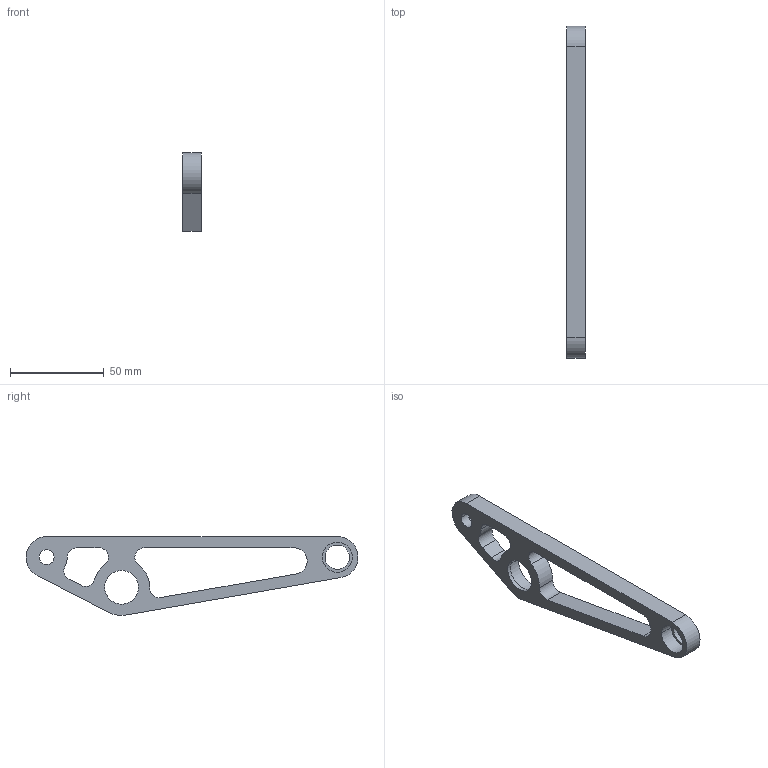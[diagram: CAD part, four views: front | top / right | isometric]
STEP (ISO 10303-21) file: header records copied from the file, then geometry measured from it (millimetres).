
FILE_DESCRIPTION(('CATIA V5 STEP Exchange'),'2;1');
FILE_NAME('lapin biellette droite_01.stp','2016-06-06T18:38:30+00:00',('none'),('none'),'CATIA Version 5 Release 19 SP 6 (IN-10)','CATIA V5 STEP AP203','none');
FILE_SCHEMA(('CONFIG_CONTROL_DESIGN'));
Length unit declared in the file: millimetre
Products named in the file (1): Biellette droite
Bounding box: 10 x 176.97 x 42 mm (x, y, z)
Volume: 27004.3 mm3; surface area: 13860.1 mm2
Topology: 1 solids, 1 shells, 37 faces, 96 edges, 64 vertices
Faces by surface type: cylinder 25, plane 12
Entity records: 1132 total; most frequent: ORIENTED_EDGE 192, CARTESIAN_POINT 190, DIRECTION 154, EDGE_CURVE 96, AXIS2_PLACEMENT_3D 80, VERTEX_POINT 64, CIRCLE 50, EDGE_LOOP 50
